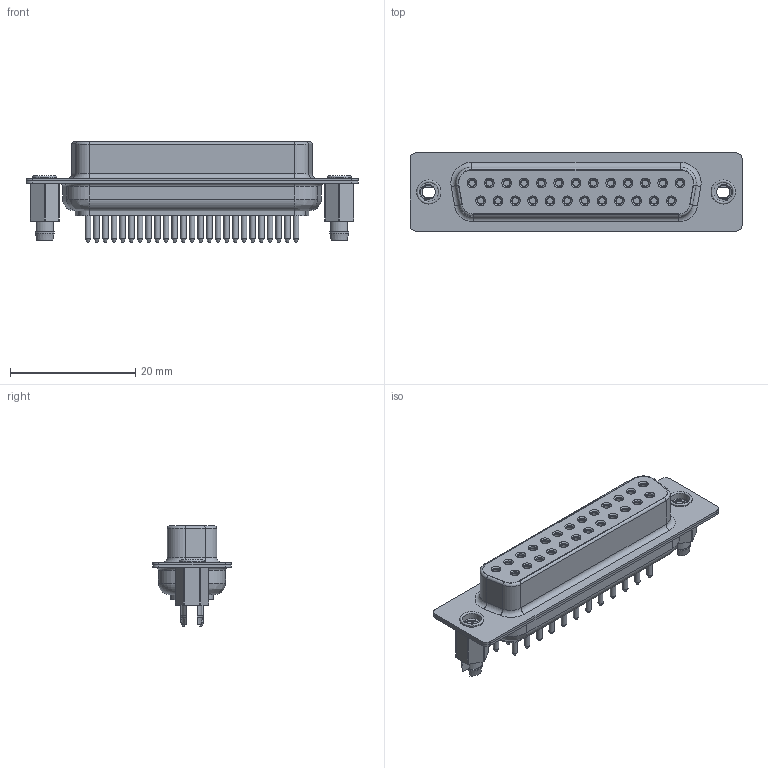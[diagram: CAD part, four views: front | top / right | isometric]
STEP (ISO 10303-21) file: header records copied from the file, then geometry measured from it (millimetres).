
FILE_DESCRIPTION(/* description */ (''),/* implementation_level */ '2;1');
FILE_NAME(/* name */ '101-25-1 Female',/* time_stamp */ '2013-09-12T14:59:50+08:00',/* author */ (''),/* organization */ (''),/* preprocessor_version */ 'ST-DEVELOPER v9',/* originating_system */ 'UGS - NX 4.0',/* authorisation */ '');
FILE_SCHEMA (('CONFIG_CONTROL_DESIGN'));
Length unit declared in the file: millimetre
Products named in the file (1): 101-25-1 Female
Bounding box: 53.04 x 12.55 x 16 mm (x, y, z)
Volume: 4069 mm3; surface area: 8109.2 mm2
Topology: 28 solids, 30 shells, 533 faces, 1118 edges, 700 vertices
Faces by surface type: cylinder 225, plane 199, cone 79, torus 20, bspline 10
Full cylindrical faces by diameter (mm): 0.9 x50, 1 x25, 1.15 x50, 2.2 x2, 2.65 x12, 3.05 x2, 3.45 x4, 3.65 x2, 3.85 x2
Entity records: 16380 total; most frequent: CARTESIAN_POINT 6084, DIRECTION 2292, ORIENTED_EDGE 1600, AXIS2_PLACEMENT_3D 1004, EDGE_LOOP 860, EDGE_CURVE 800, VERTEX_POINT 612, ADVANCED_FACE 521
